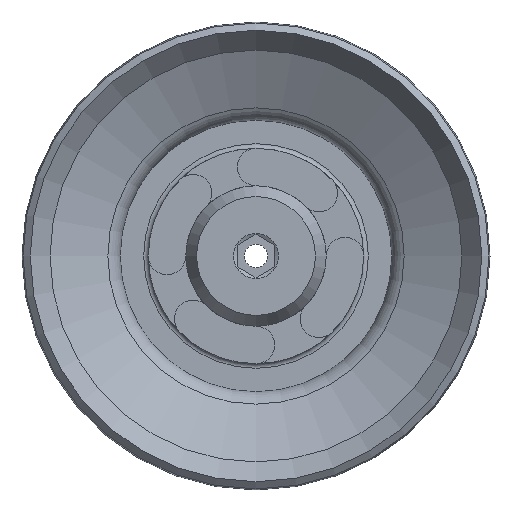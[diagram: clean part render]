
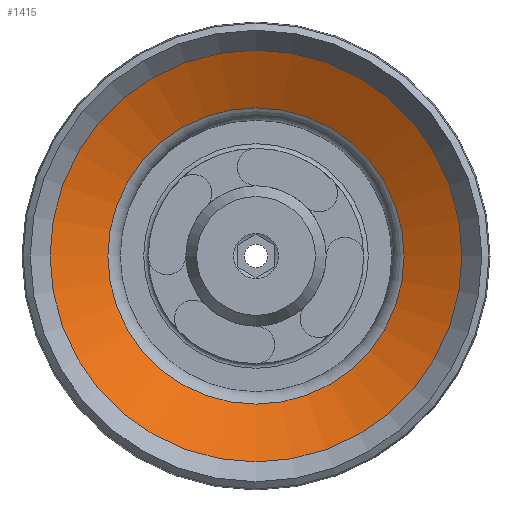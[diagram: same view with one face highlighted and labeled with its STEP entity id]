
A CAD part, front view. The second image highlights one B-rep face of the part: STEP entity #1415.
In plain terms, the highlighted conical face has half-angle 62.072 degrees and reference radius 15.829 mm.
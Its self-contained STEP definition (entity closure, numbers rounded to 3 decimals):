
#189=CIRCLE('',#1526,15.829);
#190=CIRCLE('',#1528,22.);
#306=ORIENTED_EDGE('',*,*,#542,.T.);
#307=ORIENTED_EDGE('',*,*,#541,.F.);
#541=EDGE_CURVE('',#655,#655,#189,.T.);
#542=EDGE_CURVE('',#656,#656,#190,.T.);
#655=VERTEX_POINT('',#2120);
#656=VERTEX_POINT('',#2123);
#737=EDGE_LOOP('',(#306));
#738=EDGE_LOOP('',(#307));
#837=FACE_BOUND('',#737,.T.);
#838=FACE_BOUND('',#738,.T.);
#914=CONICAL_SURFACE('',#1527,15.829,1.083);
#1415=ADVANCED_FACE('',(#837,#838),#914,.F.);
#1526=AXIS2_PLACEMENT_3D('',#2119,#1738,#1739);
#1527=AXIS2_PLACEMENT_3D('',#2121,#1740,#1741);
#1528=AXIS2_PLACEMENT_3D('',#2122,#1742,#1743);
#1738=DIRECTION('',(0.,-1.,0.));
#1739=DIRECTION('',(0.,0.,-1.));
#1740=DIRECTION('',(0.,-1.,0.));
#1741=DIRECTION('',(0.,0.,-1.));
#1742=DIRECTION('',(0.,-1.,0.));
#1743=DIRECTION('',(0.,0.,-1.));
#2119=CARTESIAN_POINT('',(0.,5.791,0.));
#2120=CARTESIAN_POINT('',(0.,5.791,-15.829));
#2121=CARTESIAN_POINT('',(0.,5.791,0.));
#2122=CARTESIAN_POINT('',(0.,2.52,0.));
#2123=CARTESIAN_POINT('',(0.,2.52,-22.));
